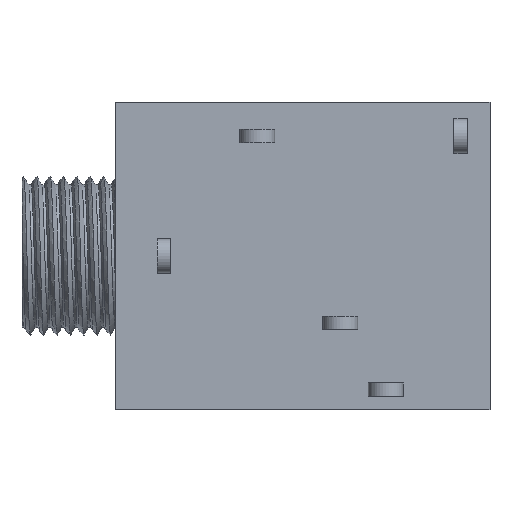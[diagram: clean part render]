
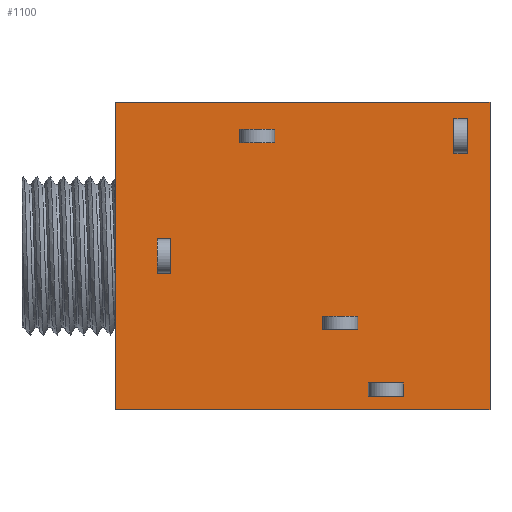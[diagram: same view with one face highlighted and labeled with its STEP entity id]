
A CAD part, front view. The second image highlights one B-rep face of the part: STEP entity #1100.
In plain terms, the highlighted planar face has unit normal (0, -1, 0).
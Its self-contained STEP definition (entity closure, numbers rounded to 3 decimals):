
#172=FACE_OUTER_BOUND('',#259,.T.);
#259=EDGE_LOOP('',(#960,#961,#962,#963));
#340=LINE('',#3152,#442);
#343=LINE('',#3157,#445);
#354=LINE('',#3185,#456);
#355=LINE('',#3187,#457);
#442=VECTOR('',#1436,10.);
#445=VECTOR('',#1441,10.);
#456=VECTOR('',#1474,10.);
#457=VECTOR('',#1477,10.);
#549=VERTEX_POINT('',#3149);
#550=VERTEX_POINT('',#3151);
#551=VERTEX_POINT('',#3155);
#557=VERTEX_POINT('',#3183);
#675=EDGE_CURVE('',#550,#549,#340,.T.);
#678=EDGE_CURVE('',#549,#551,#343,.T.);
#692=EDGE_CURVE('',#551,#557,#354,.T.);
#693=EDGE_CURVE('',#557,#550,#355,.T.);
#960=ORIENTED_EDGE('',*,*,#692,.T.);
#961=ORIENTED_EDGE('',*,*,#693,.T.);
#962=ORIENTED_EDGE('',*,*,#675,.T.);
#963=ORIENTED_EDGE('',*,*,#678,.T.);
#1032=PLANE('',#1204);
#1100=ADVANCED_FACE('',(#172),#1032,.F.);
#1204=AXIS2_PLACEMENT_3D('',#3188,#1478,#1479);
#1436=DIRECTION('',(0.,0.,1.));
#1441=DIRECTION('',(-1.,0.,0.));
#1474=DIRECTION('',(0.,0.,-1.));
#1477=DIRECTION('',(1.,0.,0.));
#1478=DIRECTION('center_axis',(0.,1.,0.));
#1479=DIRECTION('ref_axis',(1.,0.,0.));
#3149=CARTESIAN_POINT('',(14.,0.,11.5));
#3151=CARTESIAN_POINT('',(14.,0.,0.));
#3152=CARTESIAN_POINT('',(14.,0.,0.));
#3155=CARTESIAN_POINT('',(0.,0.,11.5));
#3157=CARTESIAN_POINT('',(14.,0.,11.5));
#3183=CARTESIAN_POINT('',(0.,0.,0.));
#3185=CARTESIAN_POINT('',(0.,0.,11.5));
#3187=CARTESIAN_POINT('',(0.,0.,0.));
#3188=CARTESIAN_POINT('Origin',(7.,0.,5.75));
